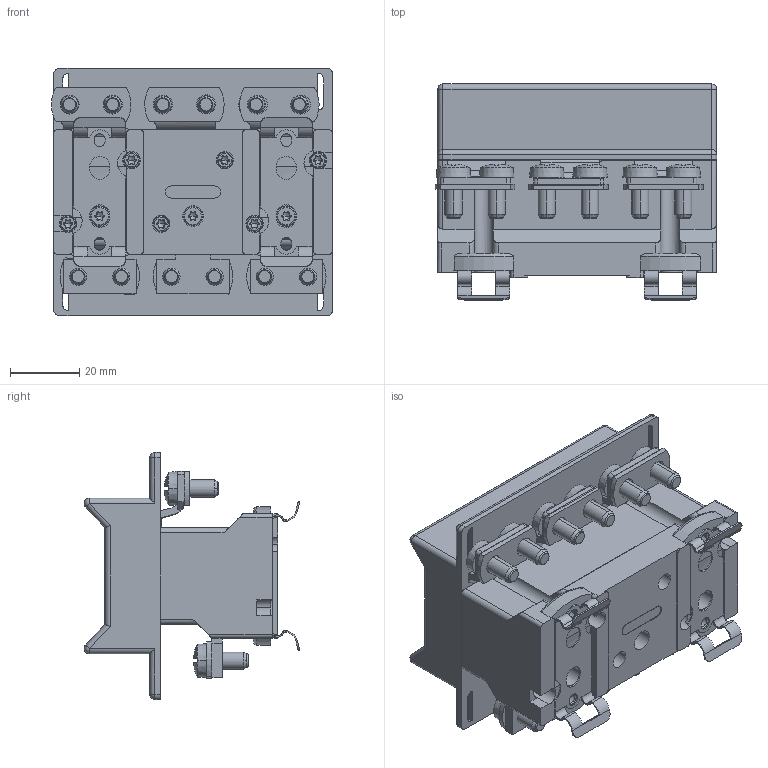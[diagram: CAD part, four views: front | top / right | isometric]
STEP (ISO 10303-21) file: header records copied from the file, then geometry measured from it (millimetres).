
FILE_DESCRIPTION((''),'2;1');
FILE_NAME('002222021_D02_E18_63A_N-K_3P_ASM','2021-05-11T',('marketing.praksa'),('Audax d.o.o.'),'CREO PARAMETRIC BY PTC INC, 2017480','CREO PARAMETRIC BY PTC INC, 2017480','');
FILE_SCHEMA(('AUTOMOTIVE_DESIGN { 1 0 10303 214 1 1 1 1 }'));
Products named in the file (22): E18_NOVJA_1_1; ASDFDSH_ASM_1_1_ASM; 0000044399_1_1_1; CLICK-ON_ASM_1_1_ASM; KOVINA_2XM5_1_1; COPPER_ASM_1_1_ASM; 0000060159_1_1_1_2; M5-SCREW_ASM_1_1_ASM; 0000040683_1_1_1_2; UN_M5_1_1; UN-SCR_ASM_1_1_ASM; 0000059956_1_1_1_1; 0000059957_1_1_1_1; D01N3-K-ORIGINAL_ASM_1_1_ASM; PRT0128_1_1_2_1_1_1; PRT0128_1_1_2_2_1_1; PRT0128_1_1_2_3_1_1; PRT0128_1_1_2_ASM_1_1_ASM; WL-BASE_1_1_1_1_2; FFFFFFF_ASM_1_1_ASM; 5555555_ASM; 002222021_D02_E18_63A_N-K_3P_ASM
Assembly tree (49 placements, depth 5):
  002222021_D02_E18_63A_N-K_3P_ASM
    D01N3-K-ORIGINAL_ASM_1_1_ASM
      ASDFDSH_ASM_1_1_ASM
        E18_NOVJA_1_1  x3
      CLICK-ON_ASM_1_1_ASM
        0000044399_1_1_1  x2
      COPPER_ASM_1_1_ASM
        KOVINA_2XM5_1_1  x3
      M5-SCREW_ASM_1_1_ASM
        0000060159_1_1_1_2  x12
      0000040683_1_1_1_2
      UN-SCR_ASM_1_1_ASM
        UN_M5_1_1  x6
      0000059956_1_1_1_1  x3
      0000059957_1_1_1_1  x6
    5555555_ASM
      FFFFFFF_ASM_1_1_ASM
        PRT0128_1_1_2_ASM_1_1_ASM
          PRT0128_1_1_2_1_1_1
          PRT0128_1_1_2_2_1_1
          PRT0128_1_1_2_3_1_1
        WL-BASE_1_1_1_1_2
Bounding box: 81.4 x 62.45 x 71.5 mm (x, y, z)
Volume: 117600 mm3; surface area: 69302.4 mm2
Topology: 40 solids, 54 shells, 1882 faces, 5351 edges, 3535 vertices
Faces by surface type: plane 978, cylinder 600, cone 208, torus 64, sphere 32
Entity records: 38039 total; most frequent: CARTESIAN_POINT 6144, DIRECTION 4971, ORIENTED_EDGE 4732, EDGE_CURVE 2369, AXIS2_PLACEMENT_3D 1805, VERTEX_POINT 1569, PRESENTATION_STYLE_ASSIGNMENT 1545, STYLED_ITEM 1365
